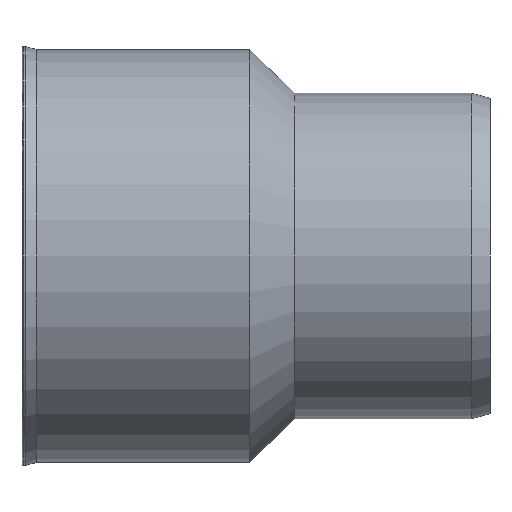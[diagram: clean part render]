
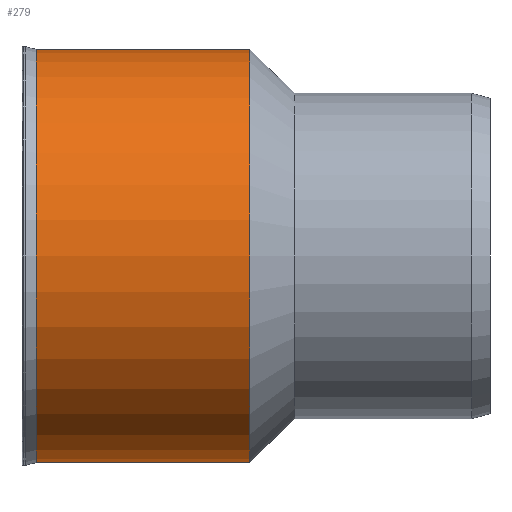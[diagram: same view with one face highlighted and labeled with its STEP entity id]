
A CAD part, left-side view. The second image highlights one B-rep face of the part: STEP entity #279.
In plain terms, the highlighted cylindrical face has radius 79.4 mm (diameter 158.8 mm), a full revolution.
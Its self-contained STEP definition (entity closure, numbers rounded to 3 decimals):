
#28=LINE('',#525,#38);
#38=VECTOR('',#435,79.4);
#45=CYLINDRICAL_SURFACE('',#339,79.4);
#59=FACE_OUTER_BOUND('',#75,.T.);
#75=EDGE_LOOP('',(#243,#244,#245,#246,#247,#248));
#103=CIRCLE('',#337,79.4);
#104=CIRCLE('',#338,79.4);
#105=CIRCLE('',#340,79.4);
#106=CIRCLE('',#341,79.4);
#133=VERTEX_POINT('',#515);
#134=VERTEX_POINT('',#516);
#135=VERTEX_POINT('',#521);
#136=VERTEX_POINT('',#522);
#170=EDGE_CURVE('',#133,#134,#103,.T.);
#171=EDGE_CURVE('',#134,#133,#104,.T.);
#173=EDGE_CURVE('',#135,#136,#105,.T.);
#174=EDGE_CURVE('',#136,#135,#106,.T.);
#175=EDGE_CURVE('',#136,#134,#28,.T.);
#243=ORIENTED_EDGE('',*,*,#173,.F.);
#244=ORIENTED_EDGE('',*,*,#174,.F.);
#245=ORIENTED_EDGE('',*,*,#175,.T.);
#246=ORIENTED_EDGE('',*,*,#171,.T.);
#247=ORIENTED_EDGE('',*,*,#170,.T.);
#248=ORIENTED_EDGE('',*,*,#175,.F.);
#279=ADVANCED_FACE('',(#59),#45,.T.);
#337=AXIS2_PLACEMENT_3D('',#517,#424,#425);
#338=AXIS2_PLACEMENT_3D('',#518,#426,#427);
#339=AXIS2_PLACEMENT_3D('',#520,#429,#430);
#340=AXIS2_PLACEMENT_3D('',#523,#431,#432);
#341=AXIS2_PLACEMENT_3D('',#524,#433,#434);
#424=DIRECTION('center_axis',(0.,-1.,0.));
#425=DIRECTION('ref_axis',(1.,0.,0.));
#426=DIRECTION('center_axis',(0.,-1.,0.));
#427=DIRECTION('ref_axis',(1.,0.,0.));
#429=DIRECTION('center_axis',(0.,-1.,0.));
#430=DIRECTION('ref_axis',(1.,0.,0.));
#431=DIRECTION('center_axis',(0.,-1.,0.));
#432=DIRECTION('ref_axis',(1.,0.,0.));
#433=DIRECTION('center_axis',(0.,-1.,0.));
#434=DIRECTION('ref_axis',(1.,0.,0.));
#435=DIRECTION('',(0.,1.,0.));
#515=CARTESIAN_POINT('',(79.4,174.487,0.));
#516=CARTESIAN_POINT('',(-79.4,174.487,0.));
#517=CARTESIAN_POINT('Origin',(0.,174.487,0.));
#518=CARTESIAN_POINT('Origin',(0.,174.487,0.));
#520=CARTESIAN_POINT('Origin',(0.,133.456,0.));
#521=CARTESIAN_POINT('',(79.4,92.426,0.));
#522=CARTESIAN_POINT('',(-79.4,92.426,0.));
#523=CARTESIAN_POINT('Origin',(0.,92.426,0.));
#524=CARTESIAN_POINT('Origin',(0.,92.426,0.));
#525=CARTESIAN_POINT('',(-79.4,133.456,0.));
